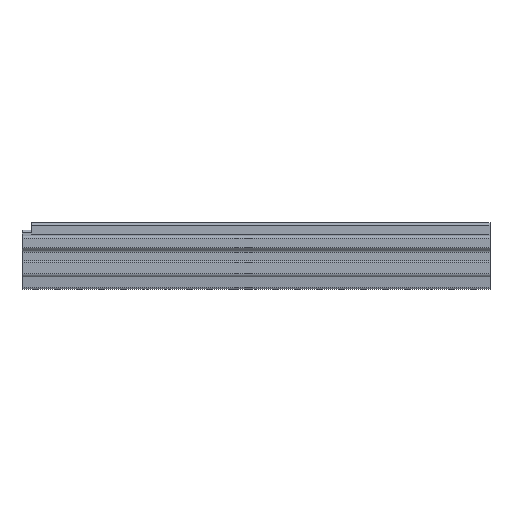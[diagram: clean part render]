
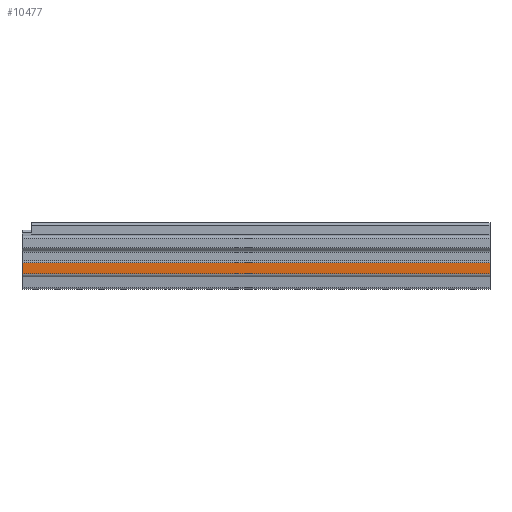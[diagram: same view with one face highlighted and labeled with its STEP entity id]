
A CAD part, left-side view. The second image highlights one B-rep face of the part: STEP entity #10477.
In plain terms, the highlighted planar face has unit normal (-1, 0, 0).
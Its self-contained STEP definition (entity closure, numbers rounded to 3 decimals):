
#476=DIRECTION('',(0.,1.,0.));
#477=VECTOR('',#476,75.);
#478=CARTESIAN_POINT('',(-6.25,-73.5,-1.057));
#479=LINE('',#478,#477);
#480=DIRECTION('',(0.,1.,0.));
#481=VECTOR('',#480,75.);
#482=CARTESIAN_POINT('',(-6.25,-73.5,-2.85));
#483=LINE('',#482,#481);
#4412=DIRECTION('',(0.,0.,1.));
#4413=VECTOR('',#4412,1.793);
#4414=CARTESIAN_POINT('',(-6.25,-73.5,-2.85));
#4415=LINE('',#4414,#4413);
#6152=DIRECTION('',(0.,0.,1.));
#6153=VECTOR('',#6152,1.793);
#6154=CARTESIAN_POINT('',(-6.25,1.5,-2.85));
#6155=LINE('',#6154,#6153);
#7863=CARTESIAN_POINT('',(-6.25,-73.5,-2.85));
#7864=VERTEX_POINT('',#7863);
#7865=CARTESIAN_POINT('',(-6.25,-73.5,-1.057));
#7866=VERTEX_POINT('',#7865);
#10025=CARTESIAN_POINT('',(-6.25,1.5,-2.85));
#10026=VERTEX_POINT('',#10025);
#10027=CARTESIAN_POINT('',(-6.25,1.5,-1.057));
#10028=VERTEX_POINT('',#10027);
#10463=CARTESIAN_POINT('',(-6.25,0.,-2.85));
#10464=DIRECTION('',(-1.,0.,0.));
#10465=DIRECTION('',(0.,0.,1.));
#10466=AXIS2_PLACEMENT_3D('',#10463,#10464,#10465);
#10467=PLANE('',#10466);
#10469=ORIENTED_EDGE('',*,*,#10468,.T.);
#10471=ORIENTED_EDGE('',*,*,#10470,.T.);
#10472=ORIENTED_EDGE('',*,*,#10453,.F.);
#10474=ORIENTED_EDGE('',*,*,#10473,.F.);
#10475=EDGE_LOOP('',(#10469,#10471,#10472,#10474));
#10476=FACE_OUTER_BOUND('',#10475,.F.);
#10477=ADVANCED_FACE('',(#10476),#10467,.T.);
#10453=EDGE_CURVE('',#7866,#10028,#479,.T.);
#10468=EDGE_CURVE('',#7864,#10026,#483,.T.);
#10470=EDGE_CURVE('',#10026,#10028,#6155,.T.);
#10473=EDGE_CURVE('',#7864,#7866,#4415,.T.);
